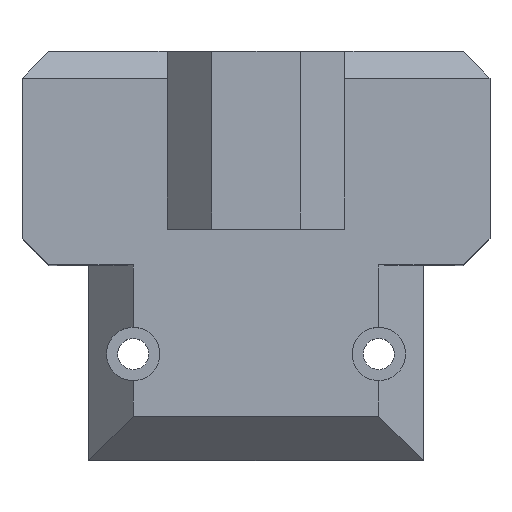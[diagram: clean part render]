
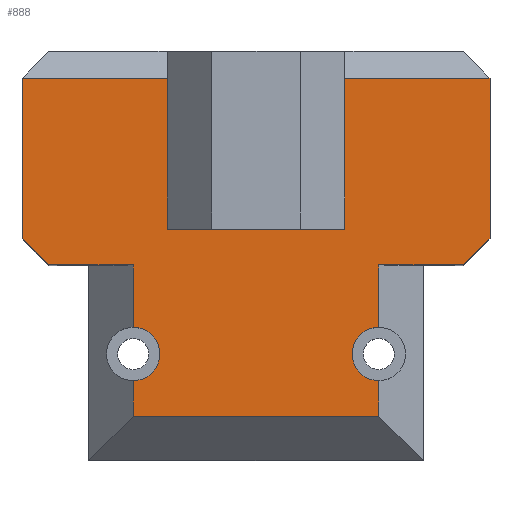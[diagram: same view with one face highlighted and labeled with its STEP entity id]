
A CAD part, top view. The second image highlights one B-rep face of the part: STEP entity #888.
In plain terms, the highlighted planar face has unit normal (0, 0, 1).
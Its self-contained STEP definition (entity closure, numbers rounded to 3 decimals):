
#23=PLANE('',#953);
#66=FACE_OUTER_BOUND('',#114,.T.);
#114=EDGE_LOOP('',(#630,#631,#632,#633,#634,#635,#636,#637,#638,#639,#640,
#641,#642,#643,#644,#645,#646,#647,#648));
#171=CIRCLE('',#949,3.);
#173=CIRCLE('',#954,3.);
#174=CIRCLE('',#955,3.);
#185=LINE('',#1270,#298);
#188=LINE('',#1276,#301);
#189=LINE('',#1280,#302);
#190=LINE('',#1282,#303);
#191=LINE('',#1284,#304);
#192=LINE('',#1286,#305);
#193=LINE('',#1288,#306);
#194=LINE('',#1290,#307);
#195=LINE('',#1292,#308);
#196=LINE('',#1294,#309);
#197=LINE('',#1296,#310);
#198=LINE('',#1298,#311);
#199=LINE('',#1300,#312);
#200=LINE('',#1302,#313);
#201=LINE('',#1303,#314);
#202=LINE('',#1306,#315);
#298=VECTOR('',#1026,10.);
#301=VECTOR('',#1031,10.);
#302=VECTOR('',#1034,10.);
#303=VECTOR('',#1035,10.);
#304=VECTOR('',#1036,10.);
#305=VECTOR('',#1037,10.);
#306=VECTOR('',#1038,10.);
#307=VECTOR('',#1039,10.);
#308=VECTOR('',#1040,10.);
#309=VECTOR('',#1041,10.);
#310=VECTOR('',#1042,10.);
#311=VECTOR('',#1043,10.);
#312=VECTOR('',#1044,10.);
#313=VECTOR('',#1045,10.);
#314=VECTOR('',#1046,10.);
#315=VECTOR('',#1049,10.);
#409=VERTEX_POINT('',#1257);
#411=VERTEX_POINT('',#1260);
#414=VERTEX_POINT('',#1267);
#415=VERTEX_POINT('',#1269);
#417=VERTEX_POINT('',#1275);
#418=VERTEX_POINT('',#1277);
#419=VERTEX_POINT('',#1279);
#420=VERTEX_POINT('',#1281);
#421=VERTEX_POINT('',#1283);
#422=VERTEX_POINT('',#1285);
#423=VERTEX_POINT('',#1287);
#424=VERTEX_POINT('',#1289);
#425=VERTEX_POINT('',#1291);
#426=VERTEX_POINT('',#1293);
#427=VERTEX_POINT('',#1295);
#428=VERTEX_POINT('',#1297);
#429=VERTEX_POINT('',#1299);
#430=VERTEX_POINT('',#1301);
#431=VERTEX_POINT('',#1304);
#494=EDGE_CURVE('',#411,#409,#171,.T.);
#498=EDGE_CURVE('',#414,#415,#185,.T.);
#501=EDGE_CURVE('',#417,#414,#188,.T.);
#502=EDGE_CURVE('',#417,#418,#173,.T.);
#503=EDGE_CURVE('',#419,#418,#189,.T.);
#504=EDGE_CURVE('',#419,#420,#190,.T.);
#505=EDGE_CURVE('',#421,#420,#191,.T.);
#506=EDGE_CURVE('',#421,#422,#192,.T.);
#507=EDGE_CURVE('',#423,#422,#193,.T.);
#508=EDGE_CURVE('',#423,#424,#194,.T.);
#509=EDGE_CURVE('',#424,#425,#195,.T.);
#510=EDGE_CURVE('',#425,#426,#196,.T.);
#511=EDGE_CURVE('',#427,#426,#197,.T.);
#512=EDGE_CURVE('',#427,#428,#198,.T.);
#513=EDGE_CURVE('',#429,#428,#199,.T.);
#514=EDGE_CURVE('',#430,#429,#200,.T.);
#515=EDGE_CURVE('',#411,#430,#201,.T.);
#516=EDGE_CURVE('',#409,#431,#174,.T.);
#517=EDGE_CURVE('',#415,#431,#202,.T.);
#630=ORIENTED_EDGE('',*,*,#498,.F.);
#631=ORIENTED_EDGE('',*,*,#501,.F.);
#632=ORIENTED_EDGE('',*,*,#502,.T.);
#633=ORIENTED_EDGE('',*,*,#503,.F.);
#634=ORIENTED_EDGE('',*,*,#504,.T.);
#635=ORIENTED_EDGE('',*,*,#505,.F.);
#636=ORIENTED_EDGE('',*,*,#506,.T.);
#637=ORIENTED_EDGE('',*,*,#507,.F.);
#638=ORIENTED_EDGE('',*,*,#508,.T.);
#639=ORIENTED_EDGE('',*,*,#509,.T.);
#640=ORIENTED_EDGE('',*,*,#510,.T.);
#641=ORIENTED_EDGE('',*,*,#511,.F.);
#642=ORIENTED_EDGE('',*,*,#512,.T.);
#643=ORIENTED_EDGE('',*,*,#513,.F.);
#644=ORIENTED_EDGE('',*,*,#514,.F.);
#645=ORIENTED_EDGE('',*,*,#515,.F.);
#646=ORIENTED_EDGE('',*,*,#494,.T.);
#647=ORIENTED_EDGE('',*,*,#516,.T.);
#648=ORIENTED_EDGE('',*,*,#517,.F.);
#888=ADVANCED_FACE('',(#66),#23,.T.);
#949=AXIS2_PLACEMENT_3D('',#1261,#1017,#1018);
#953=AXIS2_PLACEMENT_3D('',#1274,#1029,#1030);
#954=AXIS2_PLACEMENT_3D('',#1278,#1032,#1033);
#955=AXIS2_PLACEMENT_3D('',#1305,#1047,#1048);
#1017=DIRECTION('center_axis',(0.,0.,
-1.));
#1018=DIRECTION('ref_axis',(-1.,0.,0.));
#1026=DIRECTION('',(-1.,0.,0.));
#1029=DIRECTION('center_axis',(0.,0.,
1.));
#1030=DIRECTION('ref_axis',(-1.,0.,0.));
#1031=DIRECTION('',(0.,-1.,0.));
#1032=DIRECTION('center_axis',(0.,0.,
-1.));
#1033=DIRECTION('ref_axis',(-1.,0.,0.));
#1034=DIRECTION('',(0.,-1.,0.));
#1035=DIRECTION('',(1.,0.,0.));
#1036=DIRECTION('',(-0.707,-0.707,0.));
#1037=DIRECTION('',(0.,1.,0.));
#1038=DIRECTION('',(1.,0.,0.));
#1039=DIRECTION('',(0.,-1.,0.));
#1040=DIRECTION('',(-1.,0.,0.));
#1041=DIRECTION('',(0.,1.,0.));
#1042=DIRECTION('',(1.,0.,0.));
#1043=DIRECTION('',(0.,-1.,0.));
#1044=DIRECTION('',(-0.707,0.707,0.));
#1045=DIRECTION('',(-1.,0.,0.));
#1046=DIRECTION('',(0.,1.,0.));
#1047=DIRECTION('center_axis',(0.,0.,
-1.));
#1048=DIRECTION('ref_axis',(-1.,0.,0.));
#1049=DIRECTION('',(0.,1.,0.));
#1257=CARTESIAN_POINT('',(711.7,42.179,97.));
#1260=CARTESIAN_POINT('',(708.7,45.179,97.));
#1261=CARTESIAN_POINT('Origin',(708.7,42.179,97.));
#1267=CARTESIAN_POINT('',(736.299,35.179,97.));
#1269=CARTESIAN_POINT('',(708.7,35.179,97.));
#1270=CARTESIAN_POINT('',(713.1,35.179,97.));
#1274=CARTESIAN_POINT('Origin',(722.5,12.5,97.));
#1275=CARTESIAN_POINT('',(736.299,39.179,97.));
#1276=CARTESIAN_POINT('',(736.299,24.84,97.));
#1277=CARTESIAN_POINT('',(736.299,45.179,97.));
#1278=CARTESIAN_POINT('Origin',(736.299,42.179,97.));
#1279=CARTESIAN_POINT('',(736.299,52.179,97.));
#1280=CARTESIAN_POINT('',(736.299,24.84,97.));
#1281=CARTESIAN_POINT('',(745.799,52.179,97.));
#1282=CARTESIAN_POINT('',(713.1,52.179,97.));
#1283=CARTESIAN_POINT('',(748.799,55.179,97.));
#1284=CARTESIAN_POINT('',(730.805,37.185,97.));
#1285=CARTESIAN_POINT('',(748.799,73.179,97.));
#1286=CARTESIAN_POINT('',(748.799,38.34,97.));
#1287=CARTESIAN_POINT('',(732.5,73.179,97.));
#1288=CARTESIAN_POINT('',(722.5,73.179,97.));
#1289=CARTESIAN_POINT('',(732.5,56.179,97.));
#1290=CARTESIAN_POINT('',(732.5,34.34,97.));
#1291=CARTESIAN_POINT('',(712.5,56.179,97.));
#1292=CARTESIAN_POINT('',(717.5,56.179,97.));
#1293=CARTESIAN_POINT('',(712.5,73.179,97.));
#1294=CARTESIAN_POINT('',(712.5,44.34,97.));
#1295=CARTESIAN_POINT('',(696.2,73.179,97.));
#1296=CARTESIAN_POINT('',(722.5,73.179,97.));
#1297=CARTESIAN_POINT('',(696.2,55.179,97.));
#1298=CARTESIAN_POINT('',(696.2,38.34,97.));
#1299=CARTESIAN_POINT('',(699.2,52.179,97.));
#1300=CARTESIAN_POINT('',(714.195,37.185,97.));
#1301=CARTESIAN_POINT('',(708.7,52.179,97.));
#1302=CARTESIAN_POINT('',(713.1,52.179,97.));
#1303=CARTESIAN_POINT('',(708.7,42.34,97.));
#1304=CARTESIAN_POINT('',(708.7,39.179,97.));
#1305=CARTESIAN_POINT('Origin',(708.7,42.179,97.));
#1306=CARTESIAN_POINT('',(708.7,42.34,97.));
